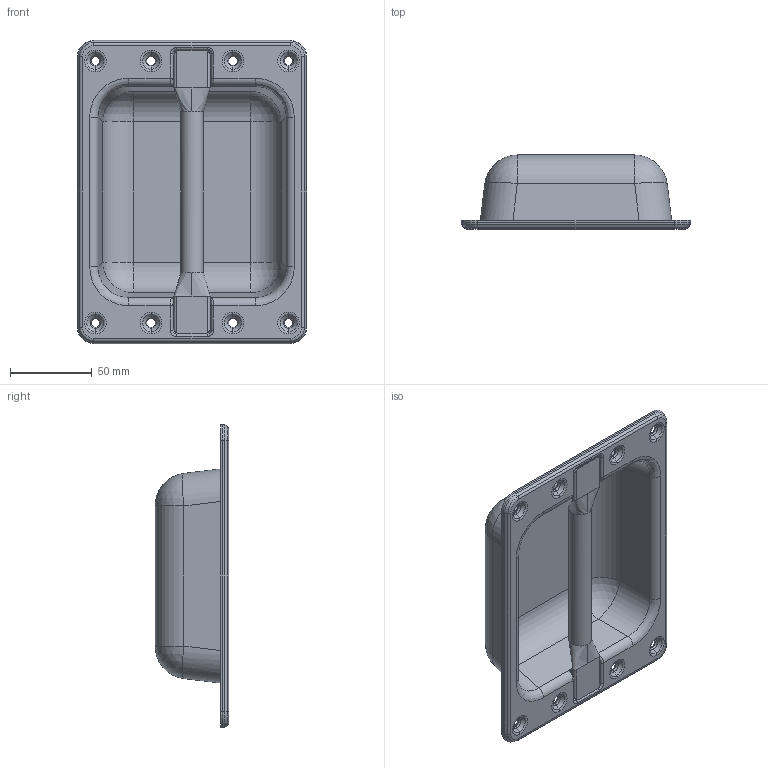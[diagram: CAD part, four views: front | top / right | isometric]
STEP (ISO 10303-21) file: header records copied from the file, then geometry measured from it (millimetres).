
FILE_DESCRIPTION( (''), '2;1');
FILE_NAME ('PC3331.24432.THA_477SUS_31204.stp','2025-12-02T22:32:19',(''),(''),'spGate 20.6.3 (****-****-****-****)','','');
FILE_SCHEMA (('AUTOMOTIVE_DESIGN'));
Length unit declared in the file: millimetre
Bounding box: 140 x 45 x 185 mm (x, y, z)
Volume: 62128.5 mm3; surface area: 90219 mm2
Topology: 1 solids, 1 shells, 389 faces, 888 edges, 512 vertices
Faces by surface type: bspline 172, cylinder 138, plane 71, sphere 8
Entity records: 20935 total; most frequent: CARTESIAN_POINT 5891, ORIENTED_EDGE 1776, DIRECTION 1404, COLOUR_RGB 1278, PRESENTATION_STYLE_ASSIGNMENT 1278, STYLED_ITEM 1278, EDGE_CURVE 888, DRAUGHTING_PRE_DEFINED_CURVE_FONT 888
